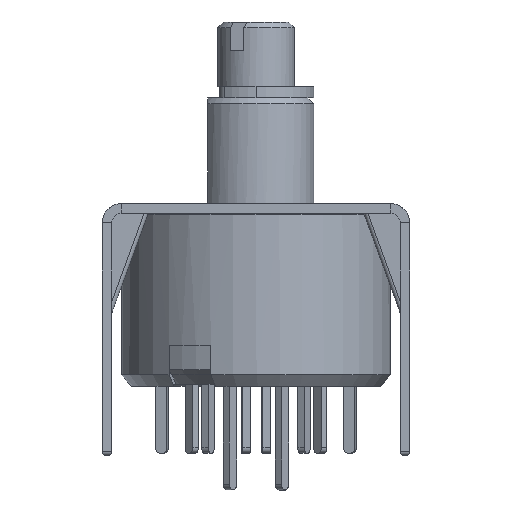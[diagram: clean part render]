
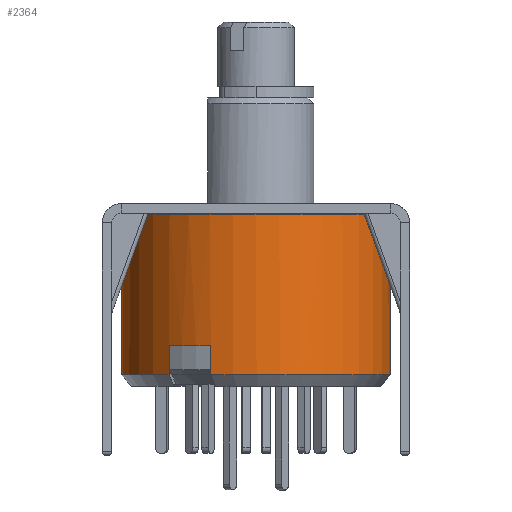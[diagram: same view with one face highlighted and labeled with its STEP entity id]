
A CAD part, front view. The second image highlights one B-rep face of the part: STEP entity #2364.
In plain terms, the highlighted cylindrical face has radius 7 mm (diameter 14 mm), a partial arc.
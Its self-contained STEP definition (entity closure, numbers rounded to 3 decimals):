
#97 = DIRECTION ( 'NONE',  ( -1., 0., 0. ) ) ;
#127 = EDGE_CURVE ( 'NONE', #7240, #7422, #5277, .T. ) ;
#482 = VERTEX_POINT ( 'NONE', #13811 ) ;
#591 = AXIS2_PLACEMENT_3D ( 'NONE', #13379, #10140, #97 ) ;
#663 = CARTESIAN_POINT ( 'NONE',  ( 0., 0., 9. ) ) ;
#1010 = LINE ( 'NONE', #11171, #5863 ) ;
#1169 = ORIENTED_EDGE ( 'NONE', *, *, #2156, .T. ) ;
#1322 = VERTEX_POINT ( 'NONE', #12064 ) ;
#1414 = EDGE_CURVE ( 'NONE', #12585, #482, #6823, .T. ) ;
#1435 = CARTESIAN_POINT ( 'NONE',  ( 7., 0., 0.95 ) ) ;
#1455 = CARTESIAN_POINT ( 'NONE',  ( -4.526, -5.34, -7.4 ) ) ;
#1516 = VECTOR ( 'NONE', #5690, 1000. ) ;
#2156 = EDGE_CURVE ( 'NONE', #482, #8030, #1010, .T. ) ;
#2178 = CARTESIAN_POINT ( 'NONE',  ( -7., 0., -7.4 ) ) ;
#2284 = AXIS2_PLACEMENT_3D ( 'NONE', #663, #10731, #3992 ) ;
#2364 = ADVANCED_FACE ( 'NONE', ( #8124 ), #7262, .T. ) ;
#2400 = DIRECTION ( 'NONE',  ( 0., 0., -1. ) ) ;
#2713 = LINE ( 'NONE', #6042, #13560 ) ;
#3100 = ORIENTED_EDGE ( 'NONE', *, *, #1414, .T. ) ;
#3146 = EDGE_CURVE ( 'NONE', #6397, #7240, #10808, .T. ) ;
#3267 = EDGE_CURVE ( 'NONE', #12585, #1322, #2713, .T. ) ;
#3632 = ORIENTED_EDGE ( 'NONE', *, *, #127, .T. ) ;
#3699 = DIRECTION ( 'NONE',  ( 0., 0., -1. ) ) ;
#3880 = EDGE_CURVE ( 'NONE', #1322, #9654, #6679, .T. ) ;
#3992 = DIRECTION ( 'NONE',  ( -1., 0., 0. ) ) ;
#4092 = VECTOR ( 'NONE', #2400, 1000. ) ;
#4560 = DIRECTION ( 'NONE',  ( 1., 0., 0. ) ) ;
#4569 = CARTESIAN_POINT ( 'NONE',  ( -4.526, -5.34, 9. ) ) ;
#4851 = ORIENTED_EDGE ( 'NONE', *, *, #11487, .F. ) ;
#5277 = CIRCLE ( 'NONE', #12148, 7. ) ;
#5587 = CARTESIAN_POINT ( 'NONE',  ( 0., 0., -7.4 ) ) ;
#5690 = DIRECTION ( 'NONE',  ( 0., 0., 1. ) ) ;
#5863 = VECTOR ( 'NONE', #6729, 1000. ) ;
#6042 = CARTESIAN_POINT ( 'NONE',  ( 7., 0., 9. ) ) ;
#6397 = VERTEX_POINT ( 'NONE', #1455 ) ;
#6679 = CIRCLE ( 'NONE', #8252, 7. ) ;
#6696 = CARTESIAN_POINT ( 'NONE',  ( 0., 0., -5.9 ) ) ;
#6729 = DIRECTION ( 'NONE',  ( 0., 0., -1. ) ) ;
#6823 = CIRCLE ( 'NONE', #591, 7. ) ;
#7240 = VERTEX_POINT ( 'NONE', #8494 ) ;
#7262 = CYLINDRICAL_SURFACE ( 'NONE', #2284, 7. ) ;
#7363 = AXIS2_PLACEMENT_3D ( 'NONE', #5587, #11154, #4560 ) ;
#7422 = VERTEX_POINT ( 'NONE', #12233 ) ;
#7917 = DIRECTION ( 'NONE',  ( 1., 0., 0. ) ) ;
#8030 = VERTEX_POINT ( 'NONE', #2178 ) ;
#8124 = FACE_OUTER_BOUND ( 'NONE', #14209, .T. ) ;
#8252 = AXIS2_PLACEMENT_3D ( 'NONE', #10064, #10021, #7917 ) ;
#8494 = CARTESIAN_POINT ( 'NONE',  ( -4.526, -5.34, -5.9 ) ) ;
#9381 = ORIENTED_EDGE ( 'NONE', *, *, #14197, .T. ) ;
#9654 = VERTEX_POINT ( 'NONE', #12076 ) ;
#9906 = DIRECTION ( 'NONE',  ( -1., 0., 0. ) ) ;
#10021 = DIRECTION ( 'NONE',  ( 0., 0., -1. ) ) ;
#10055 = ORIENTED_EDGE ( 'NONE', *, *, #3880, .F. ) ;
#10064 = CARTESIAN_POINT ( 'NONE',  ( 0., 0., -7.4 ) ) ;
#10140 = DIRECTION ( 'NONE',  ( 0., 0., -1. ) ) ;
#10221 = CIRCLE ( 'NONE', #7363, 7. ) ;
#10400 = ORIENTED_EDGE ( 'NONE', *, *, #3267, .F. ) ;
#10731 = DIRECTION ( 'NONE',  ( 0., 0., -1. ) ) ;
#10808 = LINE ( 'NONE', #4569, #1516 ) ;
#11154 = DIRECTION ( 'NONE',  ( 0., 0., -1. ) ) ;
#11171 = CARTESIAN_POINT ( 'NONE',  ( -7., 0., 9. ) ) ;
#11324 = LINE ( 'NONE', #12246, #4092 ) ;
#11487 = EDGE_CURVE ( 'NONE', #6397, #8030, #10221, .T. ) ;
#12064 = CARTESIAN_POINT ( 'NONE',  ( 7., 0., -7.4 ) ) ;
#12076 = CARTESIAN_POINT ( 'NONE',  ( -2.361, -6.59, -7.4 ) ) ;
#12148 = AXIS2_PLACEMENT_3D ( 'NONE', #6696, #13183, #9906 ) ;
#12233 = CARTESIAN_POINT ( 'NONE',  ( -2.361, -6.59, -5.9 ) ) ;
#12246 = CARTESIAN_POINT ( 'NONE',  ( -2.361, -6.59, 9. ) ) ;
#12585 = VERTEX_POINT ( 'NONE', #1435 ) ;
#13183 = DIRECTION ( 'NONE',  ( 0., 0., 1. ) ) ;
#13379 = CARTESIAN_POINT ( 'NONE',  ( 0., 0., 0.95 ) ) ;
#13560 = VECTOR ( 'NONE', #3699, 1000. ) ;
#13811 = CARTESIAN_POINT ( 'NONE',  ( -7., 0., 0.95 ) ) ;
#14086 = ORIENTED_EDGE ( 'NONE', *, *, #3146, .T. ) ;
#14197 = EDGE_CURVE ( 'NONE', #7422, #9654, #11324, .T. ) ;
#14209 = EDGE_LOOP ( 'NONE', ( #10400, #3100, #1169, #4851, #14086, #3632, #9381, #10055 ) ) ;
